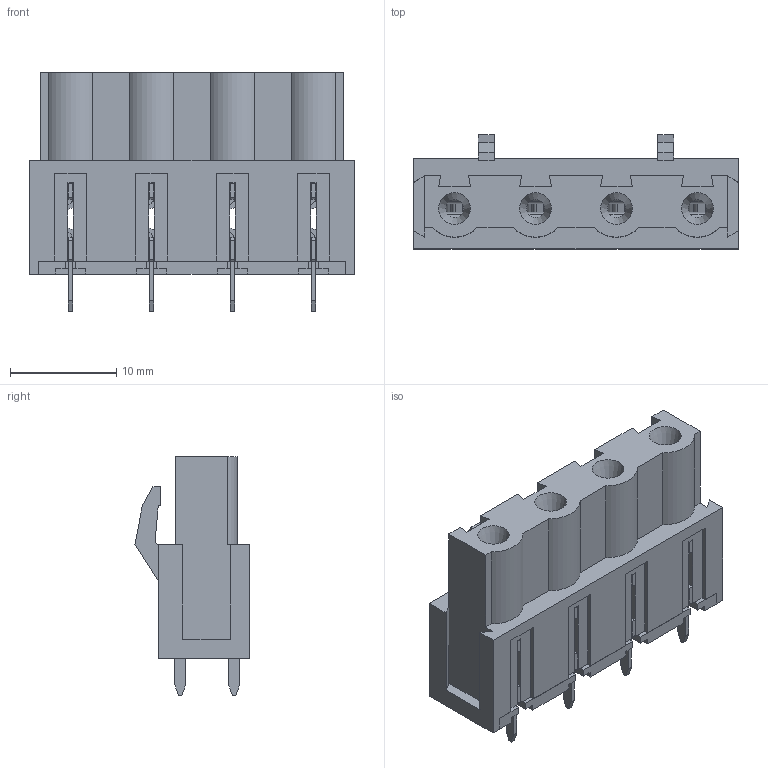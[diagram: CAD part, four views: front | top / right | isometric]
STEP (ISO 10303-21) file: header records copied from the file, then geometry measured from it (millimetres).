
FILE_DESCRIPTION( ( 'Unknown' ), '1' );
FILE_NAME( '691307400004.stp', 'Unknown', ( 'Unknown' ), ( 'Unknown' ), 'PSStep 14.0', 'Unknown', ' ' );
FILE_SCHEMA( ( 'AUTOMOTIVE_DESIGN { 1 0 10303 214 1 1 1 1 }' ) );
Length unit declared in the file: millimetre
Products named in the file (4): Assem1; 6913074000xx_PIN; 691309410004; 691309410004_CAPOT
Assembly tree (6 placements, depth 2):
  Assem1
    6913074000xx_PIN  x4
    691309410004
    691309410004_CAPOT
Bounding box: 30.58 x 10.75 x 22.5 mm (x, y, z)
Volume: 2325.5 mm3; surface area: 5159.5 mm2
Topology: 6 solids, 6 shells, 664 faces, 1851 edges, 1195 vertices
Faces by surface type: plane 484, cylinder 162, cone 10, sphere 8
Full cylindrical faces by diameter (mm): 0.9 x8
Entity records: 15457 total; most frequent: CARTESIAN_POINT 2293, ORIENTED_EDGE 2142, DIRECTION 1953, EDGE_CURVE 1071, LINE 921, VECTOR 921, VERTEX_POINT 708, AXIS2_PLACEMENT_3D 516
